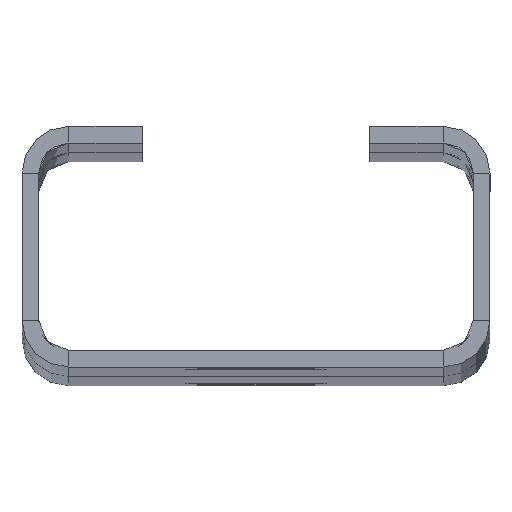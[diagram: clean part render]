
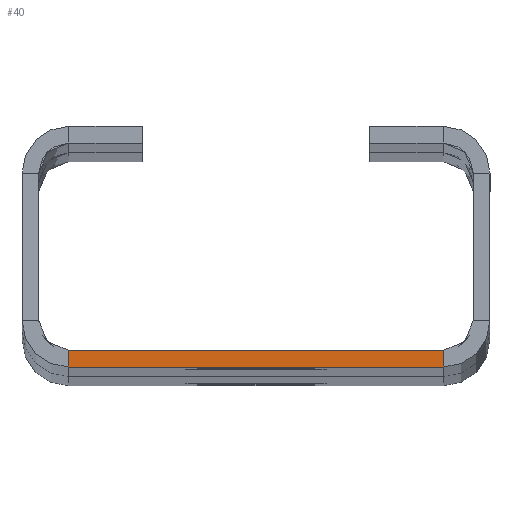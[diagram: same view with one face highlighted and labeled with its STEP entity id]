
A CAD part, top view. The second image highlights one B-rep face of the part: STEP entity #40.
In plain terms, the highlighted planar face has unit normal (0, 0, 1).
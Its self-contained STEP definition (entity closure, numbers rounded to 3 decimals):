
#40=ADVANCED_FACE('',(#128),#1294,.T.);
#128=FACE_OUTER_BOUND('',#216,.T.);
#216=EDGE_LOOP('',(#339,#340,#341,#342));
#339=ORIENTED_EDGE('',*,*,#747,.T.);
#340=ORIENTED_EDGE('',*,*,#748,.T.);
#341=ORIENTED_EDGE('',*,*,#744,.F.);
#342=ORIENTED_EDGE('',*,*,#749,.T.);
#744=EDGE_CURVE('',#1155,#1156,#940,.T.);
#747=EDGE_CURVE('',#1157,#1158,#1030,.T.);
#748=EDGE_CURVE('',#1158,#1156,#1031,.T.);
#749=EDGE_CURVE('',#1155,#1157,#1032,.T.);
#940=(
BOUNDED_CURVE()
B_SPLINE_CURVE(1,(#1946,#1947),.UNSPECIFIED.,.F.,.F.)
B_SPLINE_CURVE_WITH_KNOTS((2,2),(0.,1.),.UNSPECIFIED.)
CURVE()
GEOMETRIC_REPRESENTATION_ITEM()
RATIONAL_B_SPLINE_CURVE((1.,1.))
REPRESENTATION_ITEM('')
);
#1030=B_SPLINE_CURVE_WITH_KNOTS('',1,(#1954,#1955),.UNSPECIFIED.,.F.,.F.,
(2,2),(0.,1.),.UNSPECIFIED.);
#1031=B_SPLINE_CURVE_WITH_KNOTS('',1,(#1956,#1957),.UNSPECIFIED.,.F.,.F.,
(2,2),(-28.072,0.),.UNSPECIFIED.);
#1032=B_SPLINE_CURVE_WITH_KNOTS('',1,(#1958,#1959),.UNSPECIFIED.,.F.,.F.,
(2,2),(0.,28.072),.UNSPECIFIED.);
#1155=VERTEX_POINT('',#1811);
#1156=VERTEX_POINT('',#1812);
#1157=VERTEX_POINT('',#1813);
#1158=VERTEX_POINT('',#1814);
#1294=PLANE('',#1376);
#1376=AXIS2_PLACEMENT_3D('',#1506,#1441,$);
#1441=DIRECTION('',(0.,0.,1.));
#1506=CARTESIAN_POINT('',(-19.244,-11.525,800.));
#1811=CARTESIAN_POINT('',(-14.036,-9.,800.));
#1812=CARTESIAN_POINT('',(-14.036,-7.75,800.));
#1813=CARTESIAN_POINT('',(14.036,-9.,800.));
#1814=CARTESIAN_POINT('',(14.036,-7.75,800.));
#1946=CARTESIAN_POINT('',(-14.036,-9.,800.));
#1947=CARTESIAN_POINT('',(-14.036,-7.75,800.));
#1954=CARTESIAN_POINT('',(14.036,-9.,800.));
#1955=CARTESIAN_POINT('',(14.036,-7.75,800.));
#1956=CARTESIAN_POINT('',(14.036,-7.75,800.));
#1957=CARTESIAN_POINT('',(-14.036,-7.75,800.));
#1958=CARTESIAN_POINT('',(-14.036,-9.,800.));
#1959=CARTESIAN_POINT('',(14.036,-9.,800.));
